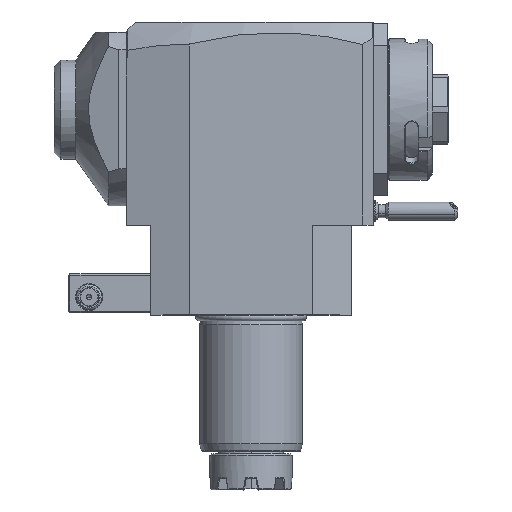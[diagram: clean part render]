
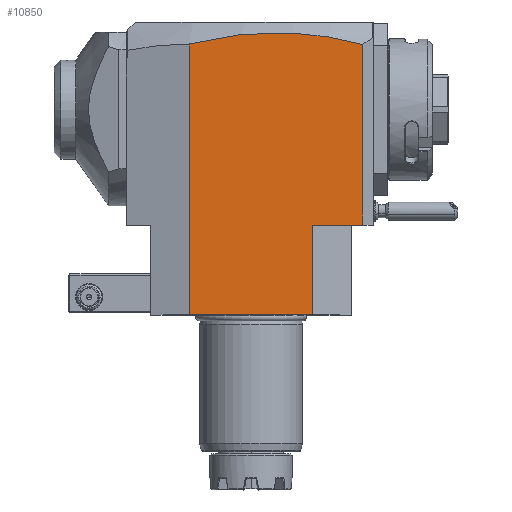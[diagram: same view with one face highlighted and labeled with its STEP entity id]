
A CAD part, top view. The second image highlights one B-rep face of the part: STEP entity #10850.
In plain terms, the highlighted planar face has unit normal (0, 0, 1).
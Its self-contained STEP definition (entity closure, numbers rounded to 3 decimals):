
#2097=DIRECTION('',(0.,-1.,0.));
#2098=VECTOR('',#2097,70.258);
#2099=CARTESIAN_POINT('',(43.5,105.258,37.5));
#2100=LINE('',#2099,#2098);
#2101=DIRECTION('',(-1.,0.,0.));
#2102=VECTOR('',#2101,19.5);
#2103=CARTESIAN_POINT('',(43.5,35.,37.5));
#2104=LINE('',#2103,#2102);
#2105=CARTESIAN_POINT('',(-24.,105.435,37.5));
#2106=CARTESIAN_POINT('',(-18.371,106.939,37.5));
#2107=CARTESIAN_POINT('',(-7.115,109.162,37.5));
#2108=CARTESIAN_POINT('',(9.762,110.233,37.5));
#2109=CARTESIAN_POINT('',(26.635,109.072,37.5));
#2110=CARTESIAN_POINT('',(37.879,106.791,37.5));
#2111=CARTESIAN_POINT('',(43.5,105.258,37.5));
#2632=DIRECTION('',(0.,-1.,0.));
#2633=VECTOR('',#2632,105.435);
#2634=CARTESIAN_POINT('',(-24.,105.435,37.5));
#2635=LINE('',#2634,#2633);
#2652=DIRECTION('',(-1.,0.,0.));
#2653=VECTOR('',#2652,48.);
#2654=CARTESIAN_POINT('',(24.,0.,37.5));
#2655=LINE('',#2654,#2653);
#5108=DIRECTION('',(0.,1.,0.));
#5109=VECTOR('',#5108,35.);
#5110=CARTESIAN_POINT('',(24.,0.,37.5));
#5111=LINE('',#5110,#5109);
#8328=VERTEX_POINT('',#2105);
#8329=VERTEX_POINT('',#2111);
#8653=CARTESIAN_POINT('',(43.5,35.,37.5));
#8654=VERTEX_POINT('',#8653);
#8690=CARTESIAN_POINT('',(24.,0.,37.5));
#8691=VERTEX_POINT('',#8690);
#8692=CARTESIAN_POINT('',(-24.,0.,37.5));
#8693=VERTEX_POINT('',#8692);
#8924=CARTESIAN_POINT('',(24.,35.,37.5));
#8925=VERTEX_POINT('',#8924);
#10832=CARTESIAN_POINT('',(-39.202,35.,37.5));
#10833=DIRECTION('',(0.,0.,1.));
#10834=DIRECTION('',(1.,0.,0.));
#10835=AXIS2_PLACEMENT_3D('',#10832,#10833,#10834);
#10836=PLANE('',#10835);
#10838=ORIENTED_EDGE('',*,*,#10837,.T.);
#10839=ORIENTED_EDGE('',*,*,#10815,.T.);
#10841=ORIENTED_EDGE('',*,*,#10840,.F.);
#10843=ORIENTED_EDGE('',*,*,#10842,.T.);
#10845=ORIENTED_EDGE('',*,*,#10844,.F.);
#10847=ORIENTED_EDGE('',*,*,#10846,.T.);
#10848=EDGE_LOOP('',(#10838,#10839,#10841,#10843,#10845,#10847));
#10849=FACE_OUTER_BOUND('',#10848,.F.);
#2112=B_SPLINE_CURVE_WITH_KNOTS('',3,(#2105,#2106,#2107,#2108,#2109,#2110,
#2111),.UNSPECIFIED.,.F.,.F.,(4,1,1,1,4),(0.,0.25,0.5,0.75,1.),
.UNSPECIFIED.);
#10815=EDGE_CURVE('',#8654,#8925,#2104,.T.);
#10837=EDGE_CURVE('',#8329,#8654,#2100,.T.);
#10840=EDGE_CURVE('',#8691,#8925,#5111,.T.);
#10842=EDGE_CURVE('',#8691,#8693,#2655,.T.);
#10844=EDGE_CURVE('',#8328,#8693,#2635,.T.);
#10846=EDGE_CURVE('',#8328,#8329,#2112,.T.);
#10850=ADVANCED_FACE('',(#10849),#10836,.T.);
